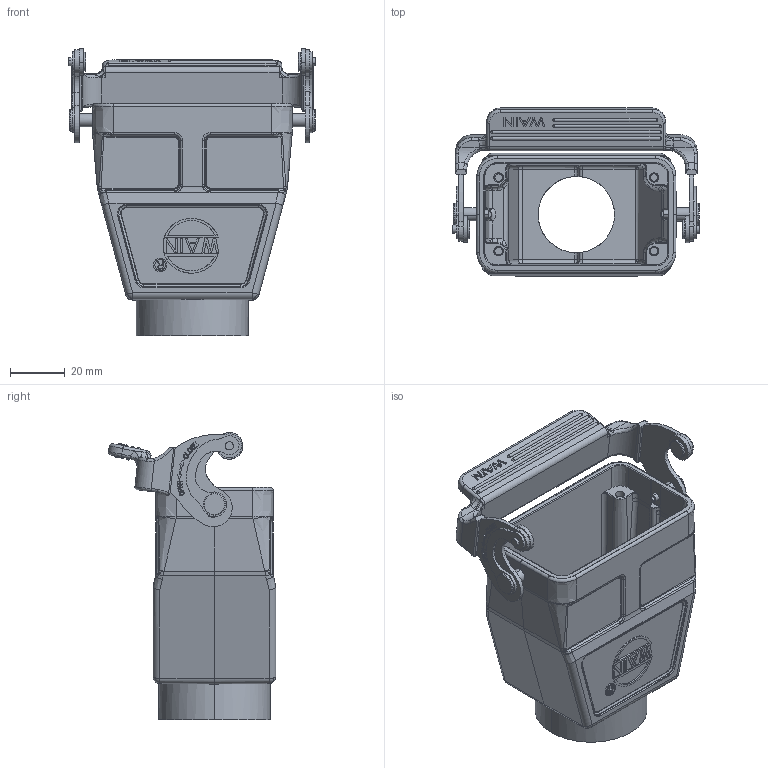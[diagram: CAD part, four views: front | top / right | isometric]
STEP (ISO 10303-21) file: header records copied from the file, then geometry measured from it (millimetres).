
FILE_DESCRIPTION((''),'2;1');
FILE_NAME('H10B-CCTH-1L_SC-M25_WS','2020-09-28T',('f.li'),(''),'PRO/ENGINEER BY PARAMETRIC TECHNOLOGY CORPORATION, 2012480','PRO/ENGINEER BY PARAMETRIC TECHNOLOGY CORPORATION, 2012480','');
FILE_SCHEMA(('CONFIG_CONTROL_DESIGN'));
Products named in the file (1): H10B-CCTH-1L_SC-M25_WS
Bounding box: 90.3 x 61.44 x 105.2 mm (x, y, z)
Volume: 79985.5 mm3; surface area: 44192 mm2
Topology: 1 solids, 16 shells, 1607 faces, 4249 edges, 2740 vertices
Faces by surface type: plane 639, cylinder 317, extrusion 304, bspline 188, torus 82, cone 43, sphere 34
Entity records: 60012 total; most frequent: CARTESIAN_POINT 22567, ORIENTED_EDGE 8432, DIRECTION 6498, EDGE_CURVE 4216, VERTEX_POINT 2740, VECTOR 2408, LINE 2104, AXIS2_PLACEMENT_3D 2045
